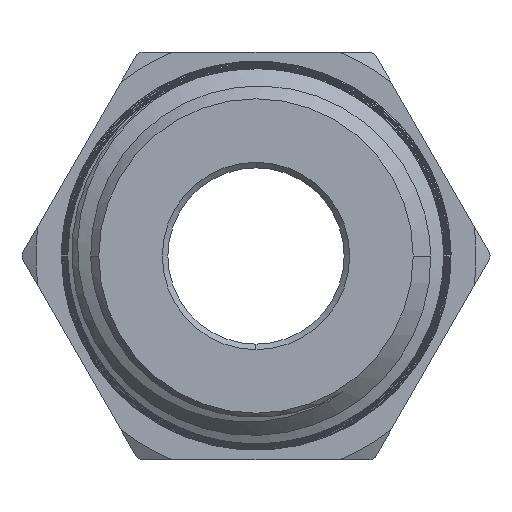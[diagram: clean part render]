
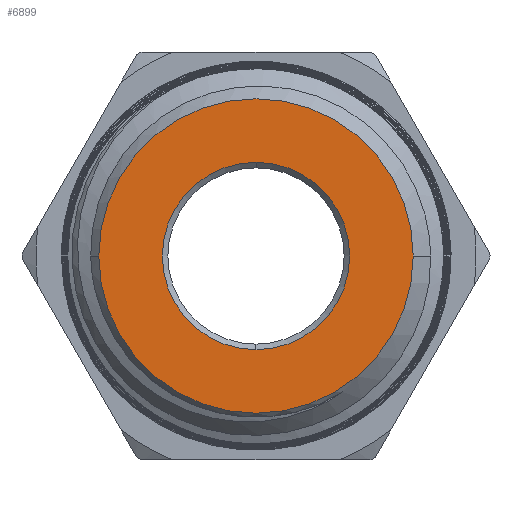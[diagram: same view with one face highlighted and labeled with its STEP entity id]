
A CAD part, left-side view. The second image highlights one B-rep face of the part: STEP entity #6899.
In plain terms, the highlighted planar face has unit normal (-1, 0, 0).
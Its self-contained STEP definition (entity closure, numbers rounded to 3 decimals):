
#2279=CARTESIAN_POINT('',(-20.85,0.,0.));
#2280=DIRECTION('',(-1.,0.,0.));
#2281=DIRECTION('',(0.,1.,0.));
#2282=AXIS2_PLACEMENT_3D('',#2279,#2280,#2281);
#2284=CARTESIAN_POINT('',(-20.85,0.,0.));
#2285=DIRECTION('',(-1.,0.,0.));
#2286=DIRECTION('',(0.,-1.,0.));
#2287=AXIS2_PLACEMENT_3D('',#2284,#2285,#2286);
#2289=CARTESIAN_POINT('',(-20.85,0.,0.));
#2290=DIRECTION('',(1.,0.,0.));
#2291=DIRECTION('',(0.,0.,-1.));
#2292=AXIS2_PLACEMENT_3D('',#2289,#2290,#2291);
#2294=CARTESIAN_POINT('',(-20.85,0.,0.));
#2295=DIRECTION('',(1.,0.,0.));
#2296=DIRECTION('',(0.,0.,1.));
#2297=AXIS2_PLACEMENT_3D('',#2294,#2295,#2296);
#4211=CARTESIAN_POINT('',(-20.85,0.,-5.1));
#4212=CARTESIAN_POINT('',(-20.85,0.,5.1));
#4213=VERTEX_POINT('',#4211);
#4214=VERTEX_POINT('',#4212);
#4228=CARTESIAN_POINT('',(-20.85,8.56,0.));
#4229=CARTESIAN_POINT('',(-20.85,-8.56,0.));
#4230=VERTEX_POINT('',#4228);
#4231=VERTEX_POINT('',#4229);
#6883=CARTESIAN_POINT('',(-20.85,0.,0.));
#6884=DIRECTION('',(-1.,0.,0.));
#6885=DIRECTION('',(0.,1.,0.));
#6886=AXIS2_PLACEMENT_3D('',#6883,#6884,#6885);
#6887=PLANE('',#6886);
#6889=ORIENTED_EDGE('',*,*,#6888,.F.);
#6891=ORIENTED_EDGE('',*,*,#6890,.F.);
#6892=EDGE_LOOP('',(#6889,#6891));
#6893=FACE_OUTER_BOUND('',#6892,.F.);
#6895=ORIENTED_EDGE('',*,*,#6894,.F.);
#6896=ORIENTED_EDGE('',*,*,#6873,.F.);
#6897=EDGE_LOOP('',(#6895,#6896));
#6898=FACE_BOUND('',#6897,.F.);
#2283=CIRCLE('',#2282,8.56);
#2288=CIRCLE('',#2287,8.56);
#2293=CIRCLE('',#2292,5.1);
#2298=CIRCLE('',#2297,5.1);
#6873=EDGE_CURVE('',#4214,#4213,#2298,.T.);
#6888=EDGE_CURVE('',#4230,#4231,#2283,.T.);
#6890=EDGE_CURVE('',#4231,#4230,#2288,.T.);
#6894=EDGE_CURVE('',#4213,#4214,#2293,.T.);
#6899=ADVANCED_FACE('',(#6893,#6898),#6887,.T.);
